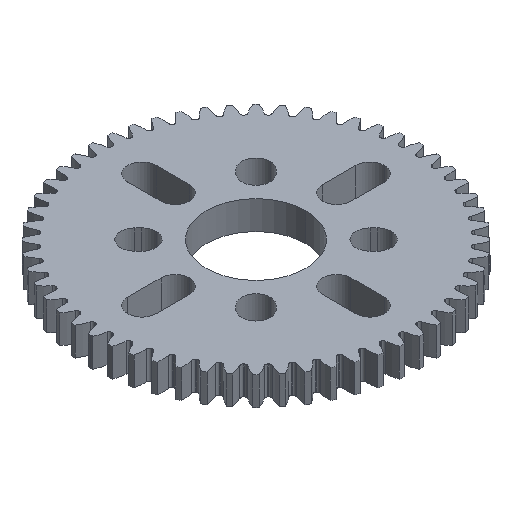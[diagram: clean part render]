
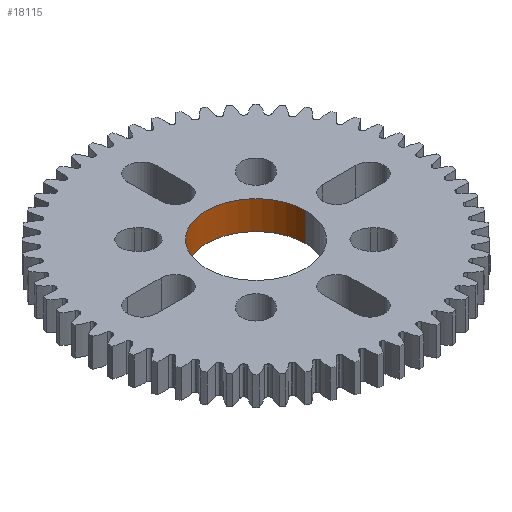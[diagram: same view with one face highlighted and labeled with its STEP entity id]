
A CAD part, isometric view. The second image highlights one B-rep face of the part: STEP entity #18115.
In plain terms, the highlighted cylindrical face has radius 7 mm (diameter 14 mm), a partial arc.
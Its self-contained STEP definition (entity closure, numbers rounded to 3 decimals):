
#1560 = EDGE_CURVE ( 'NONE', #4955, #11635, #10832, .T. ) ;
#2378 = DIRECTION ( 'NONE',  ( 0., 0., 1. ) ) ;
#3018 = ORIENTED_EDGE ( 'NONE', *, *, #21879, .F. ) ;
#3262 = CYLINDRICAL_SURFACE ( 'NONE', #13399, 7. ) ;
#4441 = VERTEX_POINT ( 'NONE', #22589 ) ;
#4955 = VERTEX_POINT ( 'NONE', #19015 ) ;
#5518 = VECTOR ( 'NONE', #2378, 1000. ) ;
#5625 = EDGE_LOOP ( 'NONE', ( #9664, #3018, #14236, #21662 ) ) ;
#6133 = EDGE_CURVE ( 'NONE', #7786, #11635, #11530, .T. ) ;
#6341 = CIRCLE ( 'NONE', #19621, 7. ) ;
#7786 = VERTEX_POINT ( 'NONE', #16878 ) ;
#8822 = VECTOR ( 'NONE', #21840, 1000. ) ;
#9181 = CARTESIAN_POINT ( 'NONE',  ( 7., 0., 0. ) ) ;
#9487 = DIRECTION ( 'NONE',  ( 0., 0., 1. ) ) ;
#9664 = ORIENTED_EDGE ( 'NONE', *, *, #6133, .F. ) ;
#10832 = CIRCLE ( 'NONE', #18966, 7. ) ;
#11296 = DIRECTION ( 'NONE',  ( 1., 0., 0. ) ) ;
#11466 = CARTESIAN_POINT ( 'NONE',  ( 0., 0., 0. ) ) ;
#11530 = LINE ( 'NONE', #16816, #5518 ) ;
#11635 = VERTEX_POINT ( 'NONE', #15070 ) ;
#13210 = DIRECTION ( 'NONE',  ( 0., 0., 1. ) ) ;
#13283 = DIRECTION ( 'NONE',  ( 1., 0., 0. ) ) ;
#13399 = AXIS2_PLACEMENT_3D ( 'NONE', #11466, #22154, #13283 ) ;
#14236 = ORIENTED_EDGE ( 'NONE', *, *, #14967, .T. ) ;
#14628 = CARTESIAN_POINT ( 'NONE',  ( 0., 0., 0. ) ) ;
#14967 = EDGE_CURVE ( 'NONE', #4441, #4955, #18210, .T. ) ;
#15070 = CARTESIAN_POINT ( 'NONE',  ( -7., 0., 4. ) ) ;
#16816 = CARTESIAN_POINT ( 'NONE',  ( -7., 0., 0. ) ) ;
#16848 = CARTESIAN_POINT ( 'NONE',  ( 0., 0., 4. ) ) ;
#16878 = CARTESIAN_POINT ( 'NONE',  ( -7., 0., 0. ) ) ;
#18115 = ADVANCED_FACE ( 'NONE', ( #22684 ), #3262, .F. ) ;
#18210 = LINE ( 'NONE', #9181, #8822 ) ;
#18966 = AXIS2_PLACEMENT_3D ( 'NONE', #16848, #13210, #22379 ) ;
#19015 = CARTESIAN_POINT ( 'NONE',  ( 7., 0., 4. ) ) ;
#19621 = AXIS2_PLACEMENT_3D ( 'NONE', #14628, #9487, #11296 ) ;
#21662 = ORIENTED_EDGE ( 'NONE', *, *, #1560, .T. ) ;
#21840 = DIRECTION ( 'NONE',  ( 0., 0., 1. ) ) ;
#21879 = EDGE_CURVE ( 'NONE', #4441, #7786, #6341, .T. ) ;
#22154 = DIRECTION ( 'NONE',  ( 0., 0., 1. ) ) ;
#22379 = DIRECTION ( 'NONE',  ( 1., 0., 0. ) ) ;
#22589 = CARTESIAN_POINT ( 'NONE',  ( 7., 0., 0. ) ) ;
#22684 = FACE_OUTER_BOUND ( 'NONE', #5625, .T. ) ;
